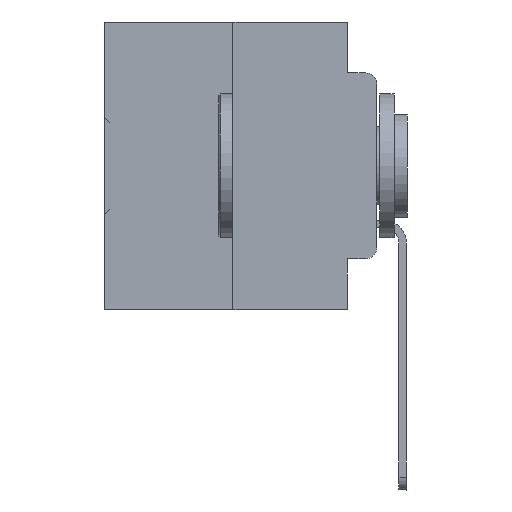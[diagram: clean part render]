
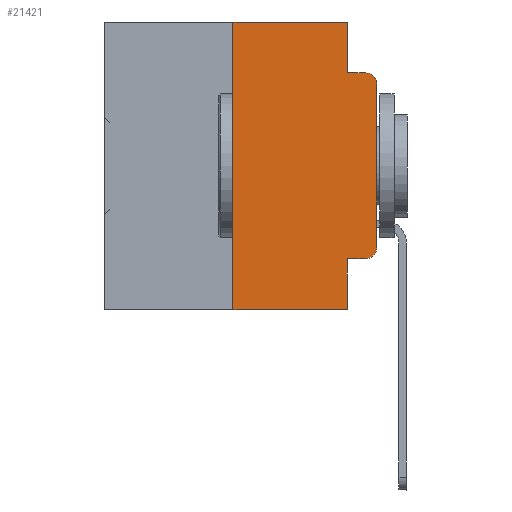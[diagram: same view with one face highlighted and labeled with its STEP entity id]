
A CAD part, left-side view. The second image highlights one B-rep face of the part: STEP entity #21421.
In plain terms, the highlighted planar face has unit normal (-1, 0, 0).
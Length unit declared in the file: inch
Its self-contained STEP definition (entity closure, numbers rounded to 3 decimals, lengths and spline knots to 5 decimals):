
#1079 = LINE ( 'NONE', #22415, #27215 ) ;
#1690 = DIRECTION ( 'NONE',  ( 0., 0., -1. ) ) ;
#1818 = PLANE ( 'NONE',  #24315 ) ;
#2766 = EDGE_CURVE ( 'NONE', #15046, #18201, #12326, .T. ) ;
#2824 = VERTEX_POINT ( 'NONE', #12377 ) ;
#2988 = CARTESIAN_POINT ( 'NONE',  ( 0., 0.051, -0.5 ) ) ;
#3516 = CARTESIAN_POINT ( 'NONE',  ( 0., 0.02, -0.3915 ) ) ;
#4214 = VERTEX_POINT ( 'NONE', #6004 ) ;
#4343 = DIRECTION ( 'NONE',  ( 0., 0., -1. ) ) ;
#4623 = LINE ( 'NONE', #5754, #10255 ) ;
#4980 = ORIENTED_EDGE ( 'NONE', *, *, #30923, .F. ) ;
#5050 = ORIENTED_EDGE ( 'NONE', *, *, #24792, .T. ) ;
#5521 = EDGE_CURVE ( 'NONE', #27299, #2824, #4623, .T. ) ;
#5754 = CARTESIAN_POINT ( 'NONE',  ( 0., 0.473, 0. ) ) ;
#6004 = CARTESIAN_POINT ( 'NONE',  ( 0., 0.051, -0.0885 ) ) ;
#6016 = EDGE_CURVE ( 'NONE', #33591, #15046, #38588, .T. ) ;
#6245 = CARTESIAN_POINT ( 'NONE',  ( 0., 0.051, -0.4115 ) ) ;
#6304 = ORIENTED_EDGE ( 'NONE', *, *, #2766, .T. ) ;
#6345 = DIRECTION ( 'NONE',  ( 0., 0., -1. ) ) ;
#6915 = VECTOR ( 'NONE', #14985, 39.37008 ) ;
#7710 = DIRECTION ( 'NONE',  ( 1., 0., 0. ) ) ;
#8264 = VECTOR ( 'NONE', #10430, 39.37008 ) ;
#8807 = DIRECTION ( 'NONE',  ( 0., 0., 1. ) ) ;
#9012 = LINE ( 'NONE', #21950, #9957 ) ;
#9957 = VECTOR ( 'NONE', #4343, 39.37008 ) ;
#10255 = VECTOR ( 'NONE', #17892, 39.37008 ) ;
#10316 = CARTESIAN_POINT ( 'NONE',  ( 0., 0.02, -0.0885 ) ) ;
#10430 = DIRECTION ( 'NONE',  ( 0., -1., 0. ) ) ;
#11017 = EDGE_CURVE ( 'NONE', #2824, #4214, #9012, .T. ) ;
#11205 = EDGE_LOOP ( 'NONE', ( #12461, #5050, #12908, #15250, #33683, #36886, #38328, #4980, #21948, #6304 ) ) ;
#11496 = LINE ( 'NONE', #16683, #8264 ) ;
#11708 = VERTEX_POINT ( 'NONE', #13319 ) ;
#12326 = CIRCLE ( 'NONE', #21914, 0.02 ) ;
#12377 = CARTESIAN_POINT ( 'NONE',  ( 0., 0.051, 0. ) ) ;
#12461 = ORIENTED_EDGE ( 'NONE', *, *, #26153, .T. ) ;
#12548 = FACE_OUTER_BOUND ( 'NONE', #11205, .T. ) ;
#12653 = EDGE_CURVE ( 'NONE', #11708, #27299, #26171, .T. ) ;
#12908 = ORIENTED_EDGE ( 'NONE', *, *, #15555, .F. ) ;
#13319 = CARTESIAN_POINT ( 'NONE',  ( 0., 0.25, -0.5 ) ) ;
#13442 = CARTESIAN_POINT ( 'NONE',  ( 0., 0.051, -0.4115 ) ) ;
#14985 = DIRECTION ( 'NONE',  ( 0., -1., 0. ) ) ;
#15046 = VERTEX_POINT ( 'NONE', #23355 ) ;
#15250 = ORIENTED_EDGE ( 'NONE', *, *, #11017, .F. ) ;
#15555 = EDGE_CURVE ( 'NONE', #4214, #33600, #11496, .T. ) ;
#16683 = CARTESIAN_POINT ( 'NONE',  ( 0., 0.051, -0.0885 ) ) ;
#17892 = DIRECTION ( 'NONE',  ( 0., -1., 0. ) ) ;
#18201 = VERTEX_POINT ( 'NONE', #19961 ) ;
#18288 = VECTOR ( 'NONE', #8807, 39.37008 ) ;
#19306 = VECTOR ( 'NONE', #37056, 39.37008 ) ;
#19961 = CARTESIAN_POINT ( 'NONE',  ( 0., 0., -0.3915 ) ) ;
#20154 = CIRCLE ( 'NONE', #20667, 0.02 ) ;
#20667 = AXIS2_PLACEMENT_3D ( 'NONE', #30184, #35896, #6345 ) ;
#21421 = ADVANCED_FACE ( 'NONE', ( #12548 ), #1818, .F. ) ;
#21914 = AXIS2_PLACEMENT_3D ( 'NONE', #3516, #38676, #29844 ) ;
#21948 = ORIENTED_EDGE ( 'NONE', *, *, #6016, .T. ) ;
#21950 = CARTESIAN_POINT ( 'NONE',  ( 0., 0.051, 0. ) ) ;
#22415 = CARTESIAN_POINT ( 'NONE',  ( 0., 0.051, 0. ) ) ;
#23355 = CARTESIAN_POINT ( 'NONE',  ( 0., 0.02, -0.4115 ) ) ;
#24315 = AXIS2_PLACEMENT_3D ( 'NONE', #34778, #7710, #1690 ) ;
#24792 = EDGE_CURVE ( 'NONE', #31174, #33600, #20154, .T. ) ;
#25299 = CARTESIAN_POINT ( 'NONE',  ( 0., 0.25, 0. ) ) ;
#25427 = DIRECTION ( 'NONE',  ( 0., 0., -1. ) ) ;
#25437 = VECTOR ( 'NONE', #29714, 39.37008 ) ;
#26153 = EDGE_CURVE ( 'NONE', #18201, #31174, #38357, .T. ) ;
#26171 = LINE ( 'NONE', #32237, #18288 ) ;
#26463 = CARTESIAN_POINT ( 'NONE',  ( 0., 0.473, -0.5 ) ) ;
#26681 = CARTESIAN_POINT ( 'NONE',  ( 0., 0., -0.1085 ) ) ;
#27215 = VECTOR ( 'NONE', #25427, 39.37008 ) ;
#27299 = VERTEX_POINT ( 'NONE', #25299 ) ;
#28248 = VERTEX_POINT ( 'NONE', #2988 ) ;
#29714 = DIRECTION ( 'NONE',  ( 0., -1., 0. ) ) ;
#29844 = DIRECTION ( 'NONE',  ( 0., 0., -1. ) ) ;
#30184 = CARTESIAN_POINT ( 'NONE',  ( 0., 0.02, -0.1085 ) ) ;
#30923 = EDGE_CURVE ( 'NONE', #33591, #28248, #1079, .T. ) ;
#31174 = VERTEX_POINT ( 'NONE', #26681 ) ;
#32237 = CARTESIAN_POINT ( 'NONE',  ( 0., 0.25, 0. ) ) ;
#32844 = LINE ( 'NONE', #26463, #25437 ) ;
#33591 = VERTEX_POINT ( 'NONE', #13442 ) ;
#33600 = VERTEX_POINT ( 'NONE', #10316 ) ;
#33683 = ORIENTED_EDGE ( 'NONE', *, *, #5521, .F. ) ;
#33684 = CARTESIAN_POINT ( 'NONE',  ( 0., 0., 0. ) ) ;
#34778 = CARTESIAN_POINT ( 'NONE',  ( 0., 0.473, 0. ) ) ;
#34930 = EDGE_CURVE ( 'NONE', #11708, #28248, #32844, .T. ) ;
#35896 = DIRECTION ( 'NONE',  ( -1., 0., 0. ) ) ;
#36886 = ORIENTED_EDGE ( 'NONE', *, *, #12653, .F. ) ;
#37056 = DIRECTION ( 'NONE',  ( 0., 0., 1. ) ) ;
#38328 = ORIENTED_EDGE ( 'NONE', *, *, #34930, .T. ) ;
#38357 = LINE ( 'NONE', #33684, #19306 ) ;
#38588 = LINE ( 'NONE', #6245, #6915 ) ;
#38676 = DIRECTION ( 'NONE',  ( -1., 0., 0. ) ) ;
